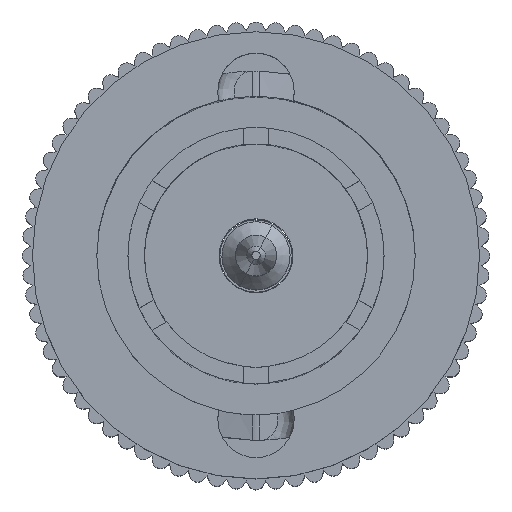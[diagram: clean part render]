
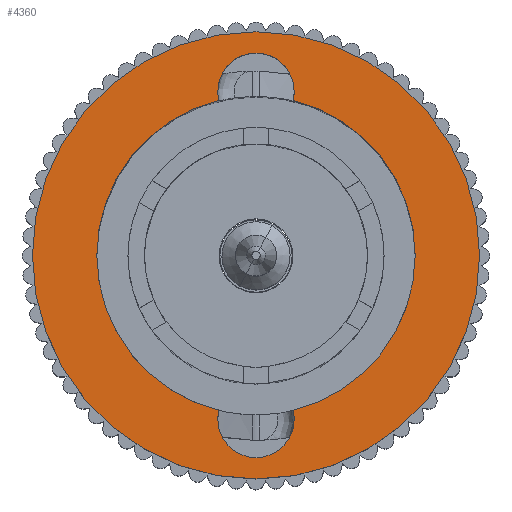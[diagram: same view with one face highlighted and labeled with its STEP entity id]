
A CAD part, top view. The second image highlights one B-rep face of the part: STEP entity #4360.
In plain terms, the highlighted planar face has unit normal (0, 0, 1).
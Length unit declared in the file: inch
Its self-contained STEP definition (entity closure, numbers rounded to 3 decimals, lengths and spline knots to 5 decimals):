
#2400 = DIRECTION ( 'NONE',  ( -1., 0., 0. ) ) ;
#2401 = DIRECTION ( 'NONE',  ( 0., 0., 1. ) ) ;
#2402 = CARTESIAN_POINT ( 'NONE',  ( 0., 0.2, 0. ) ) ;
#2403 = AXIS2_PLACEMENT_3D ( 'NONE', #2402, #2401, #2400 ) ;
#2404 = CIRCLE ( 'NONE', #2403, 0.0465 ) ;
#2405 = DIRECTION ( 'NONE',  ( 1., 0., 0. ) ) ;
#2406 = DIRECTION ( 'NONE',  ( 0., 0., 1. ) ) ;
#2407 = AXIS2_PLACEMENT_3D ( 'NONE', #2414, #2406, #2405 ) ;
#2408 = CIRCLE ( 'NONE', #2407, 0.194 ) ;
#2409 = DIRECTION ( 'NONE',  ( 1., 0., 0. ) ) ;
#2410 = DIRECTION ( 'NONE',  ( 0., 0., 1. ) ) ;
#2411 = CARTESIAN_POINT ( 'NONE',  ( 0.2725, 0., 0. ) ) ;
#2412 = AXIS2_PLACEMENT_3D ( 'NONE', #2411, #2410, #2409 ) ;
#2413 = PLANE ( 'NONE',  #2412 ) ;
#2414 = CARTESIAN_POINT ( 'NONE',  ( 0., 0., 0. ) ) ;
#2429 = FACE_OUTER_BOUND ( 'NONE', #4394, .T. ) ;
#2430 = FACE_BOUND ( 'NONE', #4361, .T. ) ;
#2447 = DIRECTION ( 'NONE',  ( 1., 0., 0. ) ) ;
#2448 = DIRECTION ( 'NONE',  ( 0., 0., 1. ) ) ;
#2449 = CARTESIAN_POINT ( 'NONE',  ( 0., -0.2, 0. ) ) ;
#2450 = AXIS2_PLACEMENT_3D ( 'NONE', #2449, #2448, #2447 ) ;
#2451 = CIRCLE ( 'NONE', #2450, 0.0465 ) ;
#2472 = DIRECTION ( 'NONE',  ( 1., 0., 0. ) ) ;
#2473 = DIRECTION ( 'NONE',  ( 0., 0., 1. ) ) ;
#2474 = CARTESIAN_POINT ( 'NONE',  ( 0., 0., 0. ) ) ;
#2475 = AXIS2_PLACEMENT_3D ( 'NONE', #2474, #2473, #2472 ) ;
#2476 = CIRCLE ( 'NONE', #2475, 0.2725 ) ;
#2831 = CARTESIAN_POINT ( 'NONE',  ( 0.2725, 0., 0. ) ) ;
#2832 = DIRECTION ( 'NONE',  ( 1., 0., 0. ) ) ;
#2833 = DIRECTION ( 'NONE',  ( 0., 0., 1. ) ) ;
#2834 = CARTESIAN_POINT ( 'NONE',  ( 0., 0., 0. ) ) ;
#2835 = AXIS2_PLACEMENT_3D ( 'NONE', #2834, #2833, #2832 ) ;
#2836 = CIRCLE ( 'NONE', #2835, 0.2725 ) ;
#2837 = CARTESIAN_POINT ( 'NONE',  ( -0.2725, 0., 0. ) ) ;
#4360 = ADVANCED_FACE ( 'NONE', ( #2430, #2429 ), #2413, .T. ) ;
#4361 = EDGE_LOOP ( 'NONE', ( #4362, #4364, #4365, #4366, #4368, #4369, #4370, #4390, #4391, #4393 ) ) ;
#4362 = ORIENTED_EDGE ( 'NONE', *, *, #4363, .F. ) ;
#4363 = EDGE_CURVE ( 'NONE', #8480, #8499, #2408, .T. ) ;
#4364 = ORIENTED_EDGE ( 'NONE', *, *, #8479, .F. ) ;
#4365 = ORIENTED_EDGE ( 'NONE', *, *, #8461, .F. ) ;
#4366 = ORIENTED_EDGE ( 'NONE', *, *, #4367, .F. ) ;
#4367 = EDGE_CURVE ( 'NONE', #8475, #8444, #2404, .T. ) ;
#4368 = ORIENTED_EDGE ( 'NONE', *, *, #8474, .F. ) ;
#4369 = ORIENTED_EDGE ( 'NONE', *, *, #8308, .F. ) ;
#4370 = ORIENTED_EDGE ( 'NONE', *, *, #8370, .F. ) ;
#4390 = ORIENTED_EDGE ( 'NONE', *, *, #8346, .F. ) ;
#4391 = ORIENTED_EDGE ( 'NONE', *, *, #4392, .F. ) ;
#4392 = EDGE_CURVE ( 'NONE', #8487, #8344, #2451, .T. ) ;
#4393 = ORIENTED_EDGE ( 'NONE', *, *, #8495, .F. ) ;
#4394 = EDGE_LOOP ( 'NONE', ( #4395, #4396 ) ) ;
#4395 = ORIENTED_EDGE ( 'NONE', *, *, #4559, .T. ) ;
#4396 = ORIENTED_EDGE ( 'NONE', *, *, #4397, .T. ) ;
#4397 = EDGE_CURVE ( 'NONE', #4557, #4560, #2476, .T. ) ;
#4557 = VERTEX_POINT ( 'NONE', #2837 ) ;
#4559 = EDGE_CURVE ( 'NONE', #4560, #4557, #2836, .T. ) ;
#4560 = VERTEX_POINT ( 'NONE', #2831 ) ;
#8306 = VERTEX_POINT ( 'NONE', #11741 ) ;
#8308 = EDGE_CURVE ( 'NONE', #8306, #8309, #11740, .T. ) ;
#8309 = VERTEX_POINT ( 'NONE', #11735 ) ;
#8344 = VERTEX_POINT ( 'NONE', #11897 ) ;
#8346 = EDGE_CURVE ( 'NONE', #8344, #8347, #11896, .T. ) ;
#8347 = VERTEX_POINT ( 'NONE', #11891 ) ;
#8370 = EDGE_CURVE ( 'NONE', #8347, #8306, #11867, .T. ) ;
#8444 = VERTEX_POINT ( 'NONE', #11959 ) ;
#8461 = EDGE_CURVE ( 'NONE', #8444, #8494, #11978, .T. ) ;
#8474 = EDGE_CURVE ( 'NONE', #8309, #8475, #12112, .T. ) ;
#8475 = VERTEX_POINT ( 'NONE', #12079 ) ;
#8479 = EDGE_CURVE ( 'NONE', #8494, #8480, #12071, .T. ) ;
#8480 = VERTEX_POINT ( 'NONE', #12067 ) ;
#8487 = VERTEX_POINT ( 'NONE', #12056 ) ;
#8494 = VERTEX_POINT ( 'NONE', #12105 ) ;
#8495 = EDGE_CURVE ( 'NONE', #8499, #8487, #12103, .T. ) ;
#8499 = VERTEX_POINT ( 'NONE', #12091 ) ;
#11735 = CARTESIAN_POINT ( 'NONE',  ( 0.194, 0., 0. ) ) ;
#11736 = DIRECTION ( 'NONE',  ( 1., 0., 0. ) ) ;
#11737 = DIRECTION ( 'NONE',  ( 0., 0., 1. ) ) ;
#11738 = CARTESIAN_POINT ( 'NONE',  ( 0., 0., 0. ) ) ;
#11739 = AXIS2_PLACEMENT_3D ( 'NONE', #11738, #11737, #11736 ) ;
#11740 = CIRCLE ( 'NONE', #11739, 0.194 ) ;
#11741 = CARTESIAN_POINT ( 'NONE',  ( 0.0451, -0.18868, 0. ) ) ;
#11863 = DIRECTION ( 'NONE',  ( 1., 0., 0. ) ) ;
#11864 = DIRECTION ( 'NONE',  ( 0., 0., 1. ) ) ;
#11865 = CARTESIAN_POINT ( 'NONE',  ( 0., -0.2, 0. ) ) ;
#11866 = AXIS2_PLACEMENT_3D ( 'NONE', #11865, #11864, #11863 ) ;
#11867 = CIRCLE ( 'NONE', #11866, 0.0465 ) ;
#11891 = CARTESIAN_POINT ( 'NONE',  ( 0.0465, -0.2, 0. ) ) ;
#11892 = DIRECTION ( 'NONE',  ( 1., 0., 0. ) ) ;
#11893 = DIRECTION ( 'NONE',  ( 0., 0., 1. ) ) ;
#11894 = CARTESIAN_POINT ( 'NONE',  ( 0., -0.2, 0. ) ) ;
#11895 = AXIS2_PLACEMENT_3D ( 'NONE', #11894, #11893, #11892 ) ;
#11896 = CIRCLE ( 'NONE', #11895, 0.0465 ) ;
#11897 = CARTESIAN_POINT ( 'NONE',  ( -0.0465, -0.2, 0. ) ) ;
#11959 = CARTESIAN_POINT ( 'NONE',  ( 0.0465, 0.2, 0. ) ) ;
#11975 = DIRECTION ( 'NONE',  ( -1., 0., 0. ) ) ;
#11976 = DIRECTION ( 'NONE',  ( 0., 0., 1. ) ) ;
#11977 = AXIS2_PLACEMENT_3D ( 'NONE', #11983, #11976, #11975 ) ;
#11978 = CIRCLE ( 'NONE', #11977, 0.0465 ) ;
#11983 = CARTESIAN_POINT ( 'NONE',  ( 0., 0.2, 0. ) ) ;
#12056 = CARTESIAN_POINT ( 'NONE',  ( -0.0451, -0.18868, 0. ) ) ;
#12067 = CARTESIAN_POINT ( 'NONE',  ( -0.0451, 0.18868, 0. ) ) ;
#12068 = DIRECTION ( 'NONE',  ( -1., 0., 0. ) ) ;
#12069 = DIRECTION ( 'NONE',  ( 0., 0., 1. ) ) ;
#12070 = AXIS2_PLACEMENT_3D ( 'NONE', #12076, #12069, #12068 ) ;
#12071 = CIRCLE ( 'NONE', #12070, 0.0465 ) ;
#12076 = CARTESIAN_POINT ( 'NONE',  ( 0., 0.2, 0. ) ) ;
#12079 = CARTESIAN_POINT ( 'NONE',  ( 0.0451, 0.18868, 0. ) ) ;
#12080 = DIRECTION ( 'NONE',  ( 1., 0., 0. ) ) ;
#12081 = DIRECTION ( 'NONE',  ( 0., 0., 1. ) ) ;
#12082 = CARTESIAN_POINT ( 'NONE',  ( 0., 0., 0. ) ) ;
#12083 = AXIS2_PLACEMENT_3D ( 'NONE', #12082, #12081, #12080 ) ;
#12091 = CARTESIAN_POINT ( 'NONE',  ( -0.194, 0., 0. ) ) ;
#12099 = DIRECTION ( 'NONE',  ( 1., 0., 0. ) ) ;
#12100 = DIRECTION ( 'NONE',  ( 0., 0., 1. ) ) ;
#12101 = CARTESIAN_POINT ( 'NONE',  ( 0., 0., 0. ) ) ;
#12102 = AXIS2_PLACEMENT_3D ( 'NONE', #12101, #12100, #12099 ) ;
#12103 = CIRCLE ( 'NONE', #12102, 0.194 ) ;
#12105 = CARTESIAN_POINT ( 'NONE',  ( -0.0465, 0.2, 0. ) ) ;
#12112 = CIRCLE ( 'NONE', #12083, 0.194 ) ;
